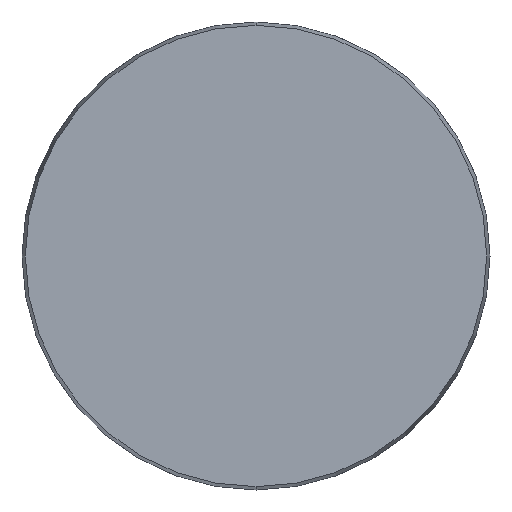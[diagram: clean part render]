
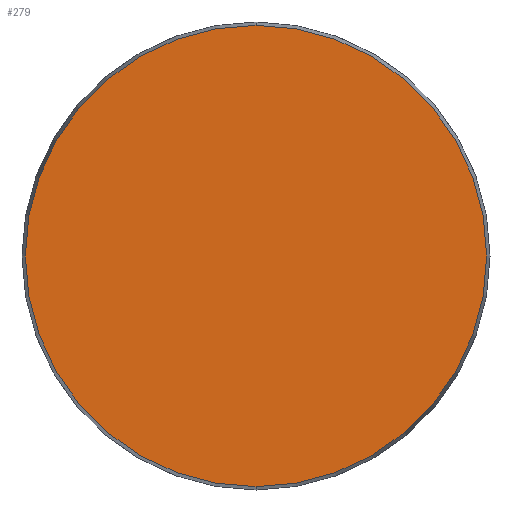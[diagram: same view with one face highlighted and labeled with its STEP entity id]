
A CAD part, front view. The second image highlights one B-rep face of the part: STEP entity #279.
In plain terms, the highlighted planar face has unit normal (0, -1, 0).
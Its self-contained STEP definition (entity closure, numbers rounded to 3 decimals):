
#35 = DIRECTION ( 'NONE',  ( 0., 1., 0. ) ) ;
#40 = CARTESIAN_POINT ( 'NONE',  ( 0., 0., -59.143 ) ) ;
#115 = CARTESIAN_POINT ( 'NONE',  ( -59.143, 0., 0. ) ) ;
#198 = DIRECTION ( 'NONE',  ( 0., 0., -1. ) ) ;
#276 = DIRECTION ( 'NONE',  ( 0., -1., 0. ) ) ;
#279 = ADVANCED_FACE ( 'NONE', ( #449 ), #283, .F. ) ;
#283 = PLANE ( 'NONE',  #959 ) ;
#294 = EDGE_LOOP ( 'NONE', ( #1031, #493 ) ) ;
#313 = EDGE_CURVE ( 'NONE', #954, #601, #910, .T. ) ;
#330 = EDGE_CURVE ( 'NONE', #601, #954, #391, .T. ) ;
#367 = CARTESIAN_POINT ( 'NONE',  ( 0., 0., 0. ) ) ;
#391 = CIRCLE ( 'NONE', #893, 59.143 ) ;
#449 = FACE_OUTER_BOUND ( 'NONE', #294, .T. ) ;
#493 = ORIENTED_EDGE ( 'NONE', *, *, #313, .T. ) ;
#595 = DIRECTION ( 'NONE',  ( 0., 0., -1. ) ) ;
#599 = DIRECTION ( 'NONE',  ( 0., 0., 1. ) ) ;
#601 = VERTEX_POINT ( 'NONE', #792 ) ;
#682 = CARTESIAN_POINT ( 'NONE',  ( 0., 0., 0. ) ) ;
#792 = CARTESIAN_POINT ( 'NONE',  ( 0., 0., 59.143 ) ) ;
#893 = AXIS2_PLACEMENT_3D ( 'NONE', #367, #927, #595 ) ;
#910 = CIRCLE ( 'NONE', #940, 59.143 ) ;
#927 = DIRECTION ( 'NONE',  ( 0., -1., 0. ) ) ;
#940 = AXIS2_PLACEMENT_3D ( 'NONE', #682, #276, #198 ) ;
#954 = VERTEX_POINT ( 'NONE', #40 ) ;
#959 = AXIS2_PLACEMENT_3D ( 'NONE', #115, #35, #599 ) ;
#1031 = ORIENTED_EDGE ( 'NONE', *, *, #330, .T. ) ;
